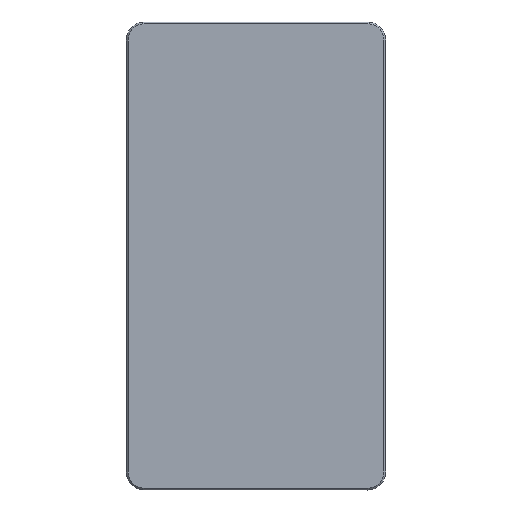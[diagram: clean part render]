
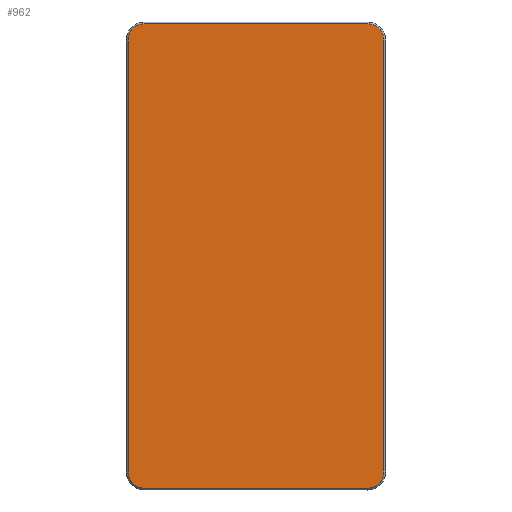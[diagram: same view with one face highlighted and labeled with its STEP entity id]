
A CAD part, front view. The second image highlights one B-rep face of the part: STEP entity #962.
In plain terms, the highlighted planar face has unit normal (0, -1, 0).
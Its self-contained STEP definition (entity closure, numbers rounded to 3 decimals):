
#54=CIRCLE('',#1029,4.5);
#56=CIRCLE('',#1033,4.5);
#58=CIRCLE('',#1037,4.5);
#60=CIRCLE('',#1041,4.5);
#114=FACE_OUTER_BOUND('',#177,.T.);
#177=EDGE_LOOP('',(#689,#690,#691,#692,#693,#694,#695,#696));
#234=LINE('',#1460,#326);
#239=LINE('',#1474,#331);
#243=LINE('',#1486,#335);
#247=LINE('',#1498,#339);
#326=VECTOR('',#1143,10.);
#331=VECTOR('',#1156,10.);
#335=VECTOR('',#1168,10.);
#339=VECTOR('',#1180,10.);
#418=VERTEX_POINT('',#1457);
#419=VERTEX_POINT('',#1459);
#422=VERTEX_POINT('',#1466);
#424=VERTEX_POINT('',#1472);
#426=VERTEX_POINT('',#1478);
#428=VERTEX_POINT('',#1484);
#430=VERTEX_POINT('',#1490);
#432=VERTEX_POINT('',#1496);
#502=EDGE_CURVE('',#418,#419,#234,.T.);
#506=EDGE_CURVE('',#422,#418,#54,.T.);
#509=EDGE_CURVE('',#424,#422,#239,.T.);
#512=EDGE_CURVE('',#426,#424,#56,.T.);
#515=EDGE_CURVE('',#428,#426,#243,.T.);
#518=EDGE_CURVE('',#430,#428,#58,.T.);
#521=EDGE_CURVE('',#432,#430,#247,.T.);
#523=EDGE_CURVE('',#419,#432,#60,.T.);
#689=ORIENTED_EDGE('',*,*,#502,.F.);
#690=ORIENTED_EDGE('',*,*,#506,.F.);
#691=ORIENTED_EDGE('',*,*,#509,.F.);
#692=ORIENTED_EDGE('',*,*,#512,.F.);
#693=ORIENTED_EDGE('',*,*,#515,.F.);
#694=ORIENTED_EDGE('',*,*,#518,.F.);
#695=ORIENTED_EDGE('',*,*,#521,.F.);
#696=ORIENTED_EDGE('',*,*,#523,.F.);
#927=PLANE('',#1049);
#962=ADVANCED_FACE('',(#114),#927,.F.);
#1029=AXIS2_PLACEMENT_3D('',#1468,#1149,#1150);
#1033=AXIS2_PLACEMENT_3D('',#1480,#1161,#1162);
#1037=AXIS2_PLACEMENT_3D('',#1492,#1173,#1174);
#1041=AXIS2_PLACEMENT_3D('',#1501,#1184,#1185);
#1049=AXIS2_PLACEMENT_3D('',#1521,#1207,#1208);
#1143=DIRECTION('',(0.,0.,-1.));
#1149=DIRECTION('center_axis',(0.,1.,0.));
#1150=DIRECTION('ref_axis',(0.707,0.,0.707));
#1156=DIRECTION('',(1.,0.,0.));
#1161=DIRECTION('center_axis',(0.,1.,0.));
#1162=DIRECTION('ref_axis',(-0.707,0.,0.707));
#1168=DIRECTION('',(0.,0.,1.));
#1173=DIRECTION('center_axis',(0.,1.,0.));
#1174=DIRECTION('ref_axis',(-0.707,0.,-0.707));
#1180=DIRECTION('',(-1.,0.,0.));
#1184=DIRECTION('center_axis',(0.,1.,0.));
#1185=DIRECTION('ref_axis',(0.707,0.,-0.707));
#1207=DIRECTION('center_axis',(0.,1.,0.));
#1208=DIRECTION('ref_axis',(-1.,0.,0.));
#1457=CARTESIAN_POINT('',(-517.741,142.45,730.715));
#1459=CARTESIAN_POINT('',(-517.741,142.45,610.715));
#1460=CARTESIAN_POINT('',(-517.741,142.45,640.595));
#1466=CARTESIAN_POINT('',(-522.241,142.45,735.215));
#1468=CARTESIAN_POINT('Origin',(-522.241,142.45,730.715));
#1472=CARTESIAN_POINT('',(-584.241,142.45,735.215));
#1474=CARTESIAN_POINT('',(-537.861,142.45,735.215));
#1478=CARTESIAN_POINT('',(-588.741,142.45,730.715));
#1480=CARTESIAN_POINT('Origin',(-584.241,142.45,730.715));
#1484=CARTESIAN_POINT('',(-588.741,142.45,610.715));
#1486=CARTESIAN_POINT('',(-588.741,142.45,700.595));
#1490=CARTESIAN_POINT('',(-584.241,142.45,606.215));
#1492=CARTESIAN_POINT('Origin',(-584.241,142.45,610.715));
#1496=CARTESIAN_POINT('',(-522.241,142.45,606.215));
#1498=CARTESIAN_POINT('',(-568.861,142.45,606.215));
#1501=CARTESIAN_POINT('Origin',(-522.241,142.45,610.715));
#1521=CARTESIAN_POINT('Origin',(-553.481,142.45,670.475));
